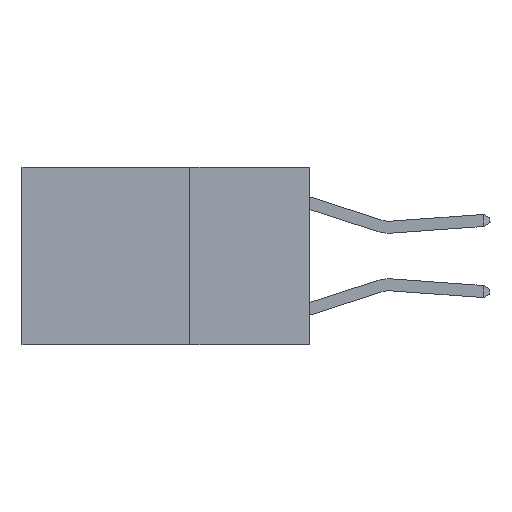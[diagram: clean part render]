
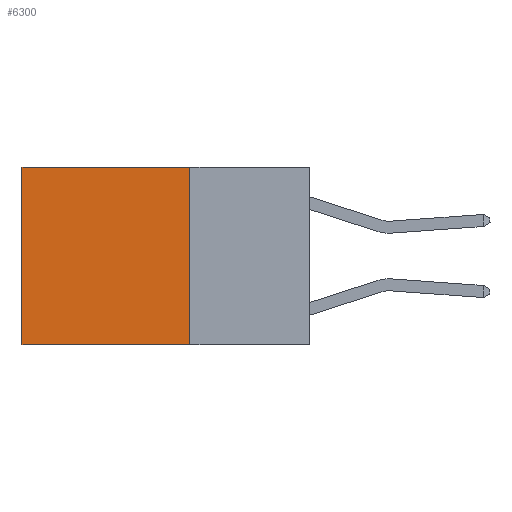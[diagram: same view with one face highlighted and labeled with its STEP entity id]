
A CAD part, left-side view. The second image highlights one B-rep face of the part: STEP entity #6300.
In plain terms, the highlighted planar face has unit normal (-1, 0, 0).
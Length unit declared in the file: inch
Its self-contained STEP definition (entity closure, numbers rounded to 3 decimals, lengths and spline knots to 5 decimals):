
#13 = VERTEX_POINT ( 'NONE', #9070 ) ;
#66 = EDGE_CURVE ( 'NONE', #960, #13, #4671, .T. ) ;
#78 = EDGE_CURVE ( 'NONE', #5580, #10205, #11267, .T. ) ;
#106 = DIRECTION ( 'NONE',  ( 0., 1., 0. ) ) ;
#200 = CARTESIAN_POINT ( 'NONE',  ( 0.2625, 0.25, 0. ) ) ;
#501 = FACE_OUTER_BOUND ( 'NONE', #9495, .T. ) ;
#960 = VERTEX_POINT ( 'NONE', #2012 ) ;
#979 = ORIENTED_EDGE ( 'NONE', *, *, #7474, .F. ) ;
#1055 = DIRECTION ( 'NONE',  ( 0., 0., -1. ) ) ;
#1529 = DIRECTION ( 'NONE',  ( 0., 0., -1. ) ) ;
#2012 = CARTESIAN_POINT ( 'NONE',  ( 0.2625, 0.25, 0. ) ) ;
#2648 = LINE ( 'NONE', #3234, #7163 ) ;
#3234 = CARTESIAN_POINT ( 'NONE',  ( 0.2625, 0.6, 0. ) ) ;
#3481 = CARTESIAN_POINT ( 'NONE',  ( 0.2625, 0.6, -0.37 ) ) ;
#3762 = CARTESIAN_POINT ( 'NONE',  ( 0.2625, 0.25, 0. ) ) ;
#4043 = AXIS2_PLACEMENT_3D ( 'NONE', #6920, #11400, #6041 ) ;
#4671 = LINE ( 'NONE', #3762, #9493 ) ;
#5304 = DIRECTION ( 'NONE',  ( 0., 1., 0. ) ) ;
#5580 = VERTEX_POINT ( 'NONE', #9332 ) ;
#6041 = DIRECTION ( 'NONE',  ( 0., 0., -1. ) ) ;
#6300 = ADVANCED_FACE ( 'NONE', ( #501 ), #10544, .F. ) ;
#6920 = CARTESIAN_POINT ( 'NONE',  ( 0.2625, 0.25, 0. ) ) ;
#7163 = VECTOR ( 'NONE', #1529, 39.37008 ) ;
#7275 = LINE ( 'NONE', #200, #9113 ) ;
#7474 = EDGE_CURVE ( 'NONE', #960, #5580, #7275, .T. ) ;
#8935 = VECTOR ( 'NONE', #106, 39.37008 ) ;
#9070 = CARTESIAN_POINT ( 'NONE',  ( 0.2625, 0.6, 0. ) ) ;
#9113 = VECTOR ( 'NONE', #1055, 39.37008 ) ;
#9332 = CARTESIAN_POINT ( 'NONE',  ( 0.2625, 0.25, -0.37 ) ) ;
#9493 = VECTOR ( 'NONE', #5304, 39.37008 ) ;
#9495 = EDGE_LOOP ( 'NONE', ( #9585, #10394, #979, #11003 ) ) ;
#9585 = ORIENTED_EDGE ( 'NONE', *, *, #10735, .T. ) ;
#10205 = VERTEX_POINT ( 'NONE', #3481 ) ;
#10394 = ORIENTED_EDGE ( 'NONE', *, *, #78, .F. ) ;
#10544 = PLANE ( 'NONE',  #4043 ) ;
#10735 = EDGE_CURVE ( 'NONE', #13, #10205, #2648, .T. ) ;
#10999 = CARTESIAN_POINT ( 'NONE',  ( 0.2625, 0.25, -0.37 ) ) ;
#11003 = ORIENTED_EDGE ( 'NONE', *, *, #66, .T. ) ;
#11267 = LINE ( 'NONE', #10999, #8935 ) ;
#11400 = DIRECTION ( 'NONE',  ( 1., 0., 0. ) ) ;
